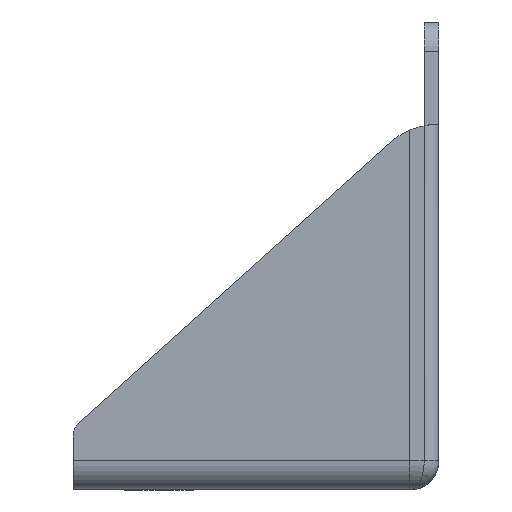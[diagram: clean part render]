
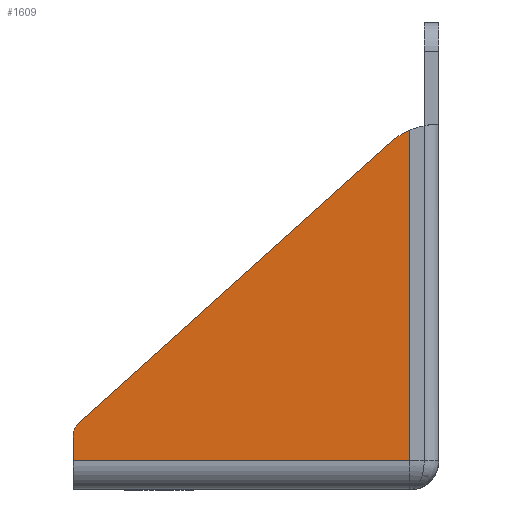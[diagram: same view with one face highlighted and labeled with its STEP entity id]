
A CAD part, left-side view. The second image highlights one B-rep face of the part: STEP entity #1609.
In plain terms, the highlighted planar face has unit normal (-1, 0, 0).
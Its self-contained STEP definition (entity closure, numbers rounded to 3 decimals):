
#10 = VECTOR ( 'NONE', #972, 1000. ) ;
#13 = VECTOR ( 'NONE', #140, 1000. ) ;
#18 = ORIENTED_EDGE ( 'NONE', *, *, #202, .T. ) ;
#22 = DIRECTION ( 'NONE',  ( 0., 0., 1. ) ) ;
#40 = DIRECTION ( 'NONE',  ( 0., 0., -1. ) ) ;
#53 = VERTEX_POINT ( 'NONE', #1355 ) ;
#85 = ORIENTED_EDGE ( 'NONE', *, *, #1757, .T. ) ;
#140 = DIRECTION ( 'NONE',  ( 0., 0.743, -0.669 ) ) ;
#188 = FACE_OUTER_BOUND ( 'NONE', #1336, .T. ) ;
#202 = EDGE_CURVE ( 'NONE', #1167, #1736, #247, .T. ) ;
#224 = CARTESIAN_POINT ( 'NONE',  ( -240., 4., -60. ) ) ;
#233 = EDGE_CURVE ( 'NONE', #707, #1736, #1145, .T. ) ;
#247 = LINE ( 'NONE', #1589, #10 ) ;
#388 = DIRECTION ( 'NONE',  ( 0., 0., -1. ) ) ;
#408 = ORIENTED_EDGE ( 'NONE', *, *, #884, .T. ) ;
#409 = DIRECTION ( 'NONE',  ( -1., 0., 0. ) ) ;
#554 = CARTESIAN_POINT ( 'NONE',  ( -240., -3.858, 12. ) ) ;
#645 = CARTESIAN_POINT ( 'NONE',  ( -240., 96., -60. ) ) ;
#684 = VERTEX_POINT ( 'NONE', #1133 ) ;
#707 = VERTEX_POINT ( 'NONE', #224 ) ;
#713 = AXIS2_PLACEMENT_3D ( 'NONE', #1367, #1048, #40 ) ;
#743 = VECTOR ( 'NONE', #982, 1000. ) ;
#823 = DIRECTION ( 'NONE',  ( 0., 0., -1. ) ) ;
#883 = CARTESIAN_POINT ( 'NONE',  ( -240., 96., -53.226 ) ) ;
#884 = EDGE_CURVE ( 'NONE', #684, #1140, #1582, .T. ) ;
#887 = CIRCLE ( 'NONE', #1861, 20. ) ;
#966 = CARTESIAN_POINT ( 'NONE',  ( -240., 91., -53.226 ) ) ;
#972 = DIRECTION ( 'NONE',  ( 0., 0., -1. ) ) ;
#978 = ORIENTED_EDGE ( 'NONE', *, *, #1669, .T. ) ;
#982 = DIRECTION ( 'NONE',  ( 0., 1., 0. ) ) ;
#1048 = DIRECTION ( 'NONE',  ( 1., 0., 0. ) ) ;
#1133 = CARTESIAN_POINT ( 'NONE',  ( -240., 9.524, 26.863 ) ) ;
#1140 = VERTEX_POINT ( 'NONE', #1853 ) ;
#1145 = LINE ( 'NONE', #1734, #743 ) ;
#1167 = VERTEX_POINT ( 'NONE', #883 ) ;
#1200 = PLANE ( 'NONE',  #713 ) ;
#1273 = VECTOR ( 'NONE', #22, 1000. ) ;
#1336 = EDGE_LOOP ( 'NONE', ( #978, #85, #408, #1443, #18, #1886 ) ) ;
#1348 = LINE ( 'NONE', #1651, #1273 ) ;
#1355 = CARTESIAN_POINT ( 'NONE',  ( -240., 4., 30.392 ) ) ;
#1367 = CARTESIAN_POINT ( 'NONE',  ( -240., 0., 0. ) ) ;
#1443 = ORIENTED_EDGE ( 'NONE', *, *, #1783, .T. ) ;
#1458 = CIRCLE ( 'NONE', #1668, 5. ) ;
#1582 = LINE ( 'NONE', #1620, #13 ) ;
#1589 = CARTESIAN_POINT ( 'NONE',  ( -240., 96., 0. ) ) ;
#1609 = ADVANCED_FACE ( 'NONE', ( #188 ), #1200, .F. ) ;
#1620 = CARTESIAN_POINT ( 'NONE',  ( -240., 3.819, 32. ) ) ;
#1651 = CARTESIAN_POINT ( 'NONE',  ( -240., 4., 0. ) ) ;
#1668 = AXIS2_PLACEMENT_3D ( 'NONE', #966, #409, #823 ) ;
#1669 = EDGE_CURVE ( 'NONE', #707, #53, #1348, .T. ) ;
#1734 = CARTESIAN_POINT ( 'NONE',  ( -240., 96., -60. ) ) ;
#1736 = VERTEX_POINT ( 'NONE', #645 ) ;
#1757 = EDGE_CURVE ( 'NONE', #53, #684, #887, .T. ) ;
#1783 = EDGE_CURVE ( 'NONE', #1140, #1167, #1458, .T. ) ;
#1853 = CARTESIAN_POINT ( 'NONE',  ( -240., 94.346, -49.51 ) ) ;
#1860 = DIRECTION ( 'NONE',  ( -1., 0., 0. ) ) ;
#1861 = AXIS2_PLACEMENT_3D ( 'NONE', #554, #1860, #388 ) ;
#1886 = ORIENTED_EDGE ( 'NONE', *, *, #233, .F. ) ;
